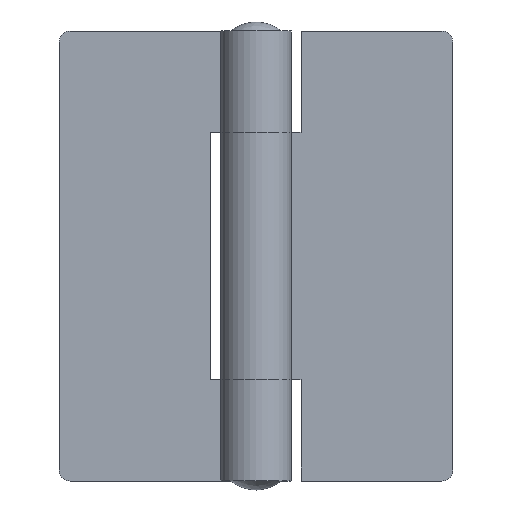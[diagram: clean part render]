
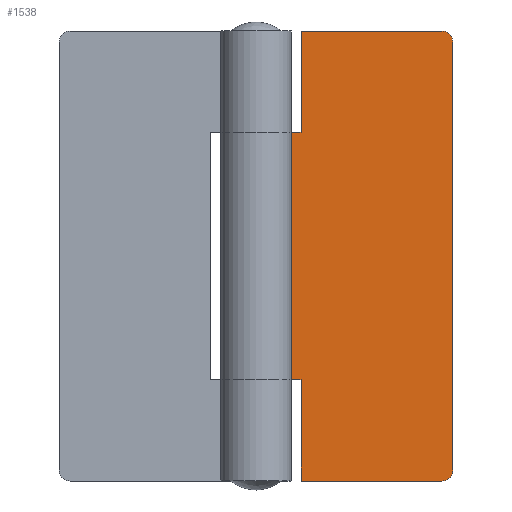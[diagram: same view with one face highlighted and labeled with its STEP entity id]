
A CAD part, top view. The second image highlights one B-rep face of the part: STEP entity #1538.
In plain terms, the highlighted face is planar.
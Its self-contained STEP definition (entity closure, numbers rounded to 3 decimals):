
#2 = CARTESIAN_POINT ( 'NONE',  ( 2.683, -1.65, -11. ) ) ;
#41 = EDGE_CURVE ( 'NONE', #127, #1589, #558, .T. ) ;
#43 = VERTEX_POINT ( 'NONE', #1549 ) ;
#80 = VERTEX_POINT ( 'NONE', #1274 ) ;
#81 = CARTESIAN_POINT ( 'NONE',  ( 16.5, -1.65, 19. ) ) ;
#91 = DIRECTION ( 'NONE',  ( 0., -1., 0. ) ) ;
#127 = VERTEX_POINT ( 'NONE', #316 ) ;
#131 = EDGE_CURVE ( 'NONE', #975, #906, #324, .T. ) ;
#155 = DIRECTION ( 'NONE',  ( 0., 0., 1. ) ) ;
#316 = CARTESIAN_POINT ( 'NONE',  ( 4., -1.65, 11. ) ) ;
#324 = LINE ( 'NONE', #1003, #1735 ) ;
#364 = VECTOR ( 'NONE', #1361, 1000. ) ;
#366 = DIRECTION ( 'NONE',  ( 1., 0., 0. ) ) ;
#368 = CARTESIAN_POINT ( 'NONE',  ( 2.683, -1.65, 20. ) ) ;
#381 = EDGE_CURVE ( 'NONE', #1581, #43, #793, .T. ) ;
#397 = CARTESIAN_POINT ( 'NONE',  ( 4., -1.65, 20. ) ) ;
#411 = DIRECTION ( 'NONE',  ( 0., 0., -1. ) ) ;
#434 = EDGE_CURVE ( 'NONE', #551, #465, #1768, .T. ) ;
#443 = CARTESIAN_POINT ( 'NONE',  ( 17.5, -1.65, -11. ) ) ;
#465 = VERTEX_POINT ( 'NONE', #2 ) ;
#474 = DIRECTION ( 'NONE',  ( 0., 0., 1. ) ) ;
#524 = ORIENTED_EDGE ( 'NONE', *, *, #434, .F. ) ;
#526 = EDGE_CURVE ( 'NONE', #906, #465, #1780, .T. ) ;
#532 = ORIENTED_EDGE ( 'NONE', *, *, #131, .T. ) ;
#549 = EDGE_CURVE ( 'NONE', #43, #80, #560, .T. ) ;
#551 = VERTEX_POINT ( 'NONE', #1500 ) ;
#553 = CARTESIAN_POINT ( 'NONE',  ( 17.5, -1.65, -20. ) ) ;
#558 = LINE ( 'NONE', #1532, #1080 ) ;
#560 = LINE ( 'NONE', #716, #1226 ) ;
#563 = EDGE_LOOP ( 'NONE', ( #1026, #961, #1078, #1239, #1079, #532, #1051, #524, #1065, #692 ) ) ;
#628 = CARTESIAN_POINT ( 'NONE',  ( 17.5, -1.65, 11. ) ) ;
#643 = CARTESIAN_POINT ( 'NONE',  ( 4., -1.65, -11. ) ) ;
#672 = DIRECTION ( 'NONE',  ( 0., 1., 0. ) ) ;
#684 = CARTESIAN_POINT ( 'NONE',  ( 16.5, -1.65, -19. ) ) ;
#692 = ORIENTED_EDGE ( 'NONE', *, *, #41, .T. ) ;
#699 = DIRECTION ( 'NONE',  ( 0., 1., 0. ) ) ;
#708 = AXIS2_PLACEMENT_3D ( 'NONE', #81, #672, #1171 ) ;
#716 = CARTESIAN_POINT ( 'NONE',  ( 17.5, -1.65, 20. ) ) ;
#717 = DIRECTION ( 'NONE',  ( 1., 0., 0. ) ) ;
#723 = EDGE_CURVE ( 'NONE', #551, #127, #1149, .T. ) ;
#755 = AXIS2_PLACEMENT_3D ( 'NONE', #684, #699, #717 ) ;
#765 = VECTOR ( 'NONE', #913, 1000. ) ;
#776 = PLANE ( 'NONE',  #1327 ) ;
#790 = VECTOR ( 'NONE', #1459, 1000. ) ;
#793 = CIRCLE ( 'NONE', #708, 1. ) ;
#808 = CARTESIAN_POINT ( 'NONE',  ( 17.5, -1.65, 20. ) ) ;
#824 = DIRECTION ( 'NONE',  ( -1., 0., 0. ) ) ;
#906 = VERTEX_POINT ( 'NONE', #643 ) ;
#909 = CARTESIAN_POINT ( 'NONE',  ( 17.5, -1.65, 20. ) ) ;
#913 = DIRECTION ( 'NONE',  ( 0., 0., -1. ) ) ;
#961 = ORIENTED_EDGE ( 'NONE', *, *, #381, .T. ) ;
#975 = VERTEX_POINT ( 'NONE', #1744 ) ;
#1003 = CARTESIAN_POINT ( 'NONE',  ( 4., -1.65, 20. ) ) ;
#1005 = EDGE_CURVE ( 'NONE', #1581, #1589, #1490, .T. ) ;
#1026 = ORIENTED_EDGE ( 'NONE', *, *, #1005, .F. ) ;
#1051 = ORIENTED_EDGE ( 'NONE', *, *, #526, .T. ) ;
#1053 = FACE_OUTER_BOUND ( 'NONE', #563, .T. ) ;
#1058 = EDGE_CURVE ( 'NONE', #1664, #975, #1110, .T. ) ;
#1062 = CARTESIAN_POINT ( 'NONE',  ( 16.5, -1.65, -20. ) ) ;
#1065 = ORIENTED_EDGE ( 'NONE', *, *, #723, .T. ) ;
#1075 = CARTESIAN_POINT ( 'NONE',  ( 16.5, -1.65, 20. ) ) ;
#1078 = ORIENTED_EDGE ( 'NONE', *, *, #549, .T. ) ;
#1079 = ORIENTED_EDGE ( 'NONE', *, *, #1058, .T. ) ;
#1080 = VECTOR ( 'NONE', #474, 1000. ) ;
#1110 = LINE ( 'NONE', #553, #1594 ) ;
#1149 = LINE ( 'NONE', #628, #1426 ) ;
#1171 = DIRECTION ( 'NONE',  ( 1., 0., 0. ) ) ;
#1226 = VECTOR ( 'NONE', #411, 1000. ) ;
#1239 = ORIENTED_EDGE ( 'NONE', *, *, #1342, .T. ) ;
#1274 = CARTESIAN_POINT ( 'NONE',  ( 17.5, -1.65, -19. ) ) ;
#1327 = AXIS2_PLACEMENT_3D ( 'NONE', #808, #91, #366 ) ;
#1342 = EDGE_CURVE ( 'NONE', #80, #1664, #1509, .T. ) ;
#1361 = DIRECTION ( 'NONE',  ( -1., 0., 0. ) ) ;
#1413 = DIRECTION ( 'NONE',  ( 1., 0., 0. ) ) ;
#1426 = VECTOR ( 'NONE', #1413, 1000. ) ;
#1459 = DIRECTION ( 'NONE',  ( -1., 0., 0. ) ) ;
#1490 = LINE ( 'NONE', #909, #790 ) ;
#1500 = CARTESIAN_POINT ( 'NONE',  ( 2.683, -1.65, 11. ) ) ;
#1509 = CIRCLE ( 'NONE', #755, 1. ) ;
#1532 = CARTESIAN_POINT ( 'NONE',  ( 4., -1.65, 20. ) ) ;
#1538 = ADVANCED_FACE ( 'NONE', ( #1053 ), #776, .F. ) ;
#1549 = CARTESIAN_POINT ( 'NONE',  ( 17.5, -1.65, 19. ) ) ;
#1581 = VERTEX_POINT ( 'NONE', #1075 ) ;
#1589 = VERTEX_POINT ( 'NONE', #397 ) ;
#1594 = VECTOR ( 'NONE', #824, 1000. ) ;
#1664 = VERTEX_POINT ( 'NONE', #1062 ) ;
#1735 = VECTOR ( 'NONE', #155, 1000. ) ;
#1744 = CARTESIAN_POINT ( 'NONE',  ( 4., -1.65, -20. ) ) ;
#1768 = LINE ( 'NONE', #368, #765 ) ;
#1780 = LINE ( 'NONE', #443, #364 ) ;
